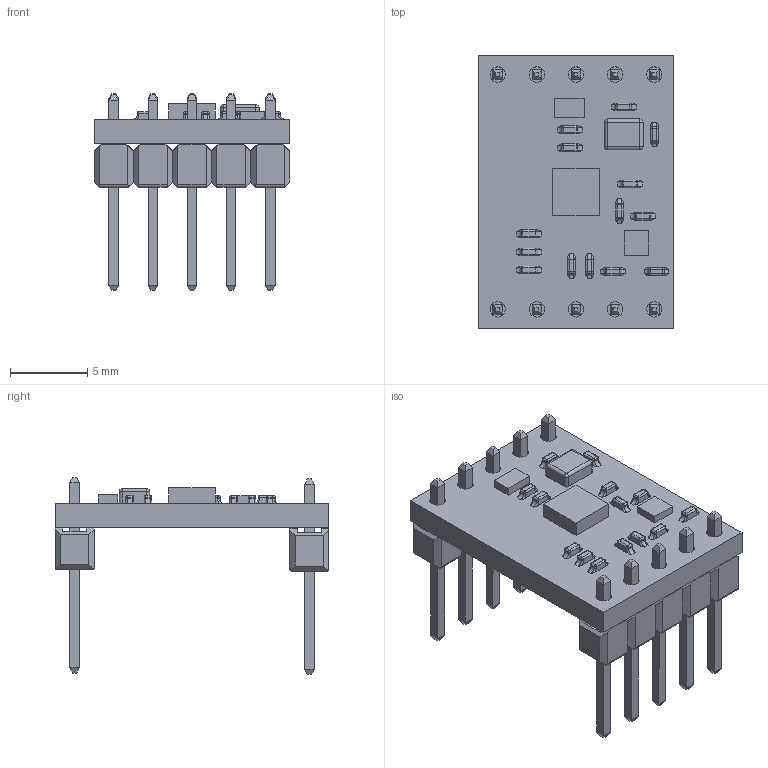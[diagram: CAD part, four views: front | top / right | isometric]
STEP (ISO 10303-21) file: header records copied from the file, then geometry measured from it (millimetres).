
FILE_DESCRIPTION(/* description */ (''),/* implementation_level */ '2;1');
FILE_NAME(/* name */ 'Sentral.step',/* time_stamp */ '2019-06-09T20:01:54+02:00',/* author */ (''),/* organization */ (''),/* preprocessor_version */ 'ST-DEVELOPER v18',/* originating_system */ 'Autodesk Translation Framework v8.2.0.1029',/* authorisation */ '');
FILE_SCHEMA (('AUTOMOTIVE_DESIGN { 1 0 10303 214 3 1 1 }'));
Length unit declared in the file: millimetre
Products named in the file (1): Ultimate Sensor Fusion Solution BMP280 BOB
Bounding box: 12.7 x 17.78 x 12.79 mm (x, y, z)
Volume: 417.7 mm3; surface area: 1306.8 mm2
Topology: 11 solids, 21 shells, 734 faces, 1764 edges, 1074 vertices
Faces by surface type: plane 440, cylinder 178, sphere 60, torus 56
Full cylindrical faces by diameter (mm): 1 x10
Entity records: 21432 total; most frequent: CARTESIAN_POINT 3741, DIRECTION 3640, ORIENTED_EDGE 3464, EDGE_CURVE 1764, LINE 1246, VECTOR 1246, AXIS2_PLACEMENT_3D 1197, VERTEX_POINT 1074
